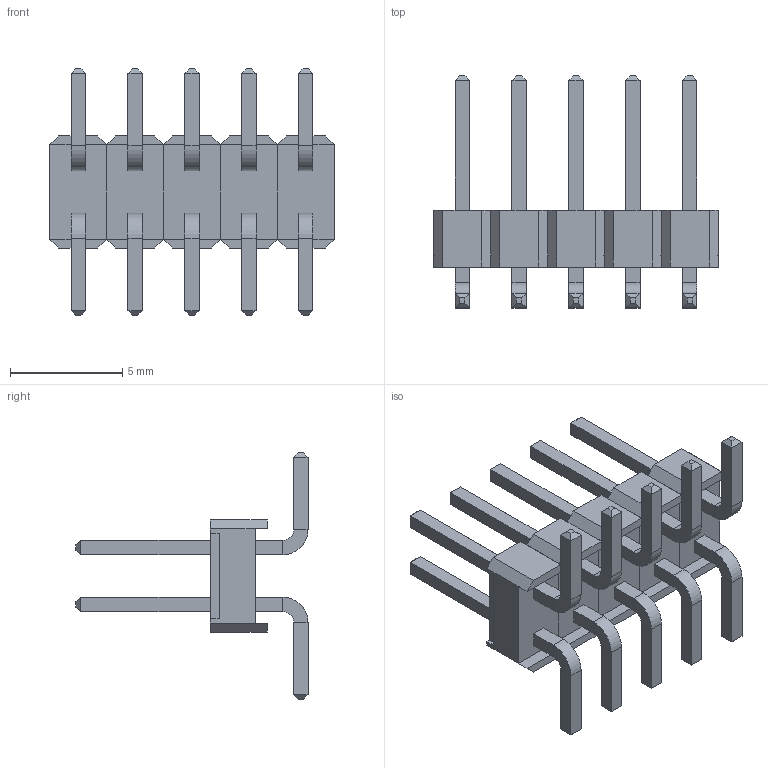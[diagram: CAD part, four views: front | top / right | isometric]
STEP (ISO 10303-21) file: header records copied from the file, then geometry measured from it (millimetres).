
FILE_DESCRIPTION (( 'STEP AP214' ), '1' );
FILE_NAME ('PLD_10SMD.STEP', '2019-07-03T12:40:23', ( '' ), ( '' ), 'SwSTEP 2.0', 'SolidWorks 2018', '' );
FILE_SCHEMA (( 'AUTOMOTIVE_DESIGN' ));
Length unit declared in the file: millimetre
Products named in the file (1): PLD_10SMD
Bounding box: 12.7 x 10.36 x 11 mm (x, y, z)
Volume: 174.2 mm3; surface area: 593.6 mm2
Topology: 5 solids, 5 shells, 370 faces, 840 edges, 500 vertices
Faces by surface type: plane 350, cylinder 20
Entity records: 14084 total; most frequent: CARTESIAN_POINT 1711, ORIENTED_EDGE 1680, DIRECTION 1622, EDGE_CURVE 840, VECTOR 800, LINE 800, VERTEX_POINT 500, AXIS2_PLACEMENT_3D 411
